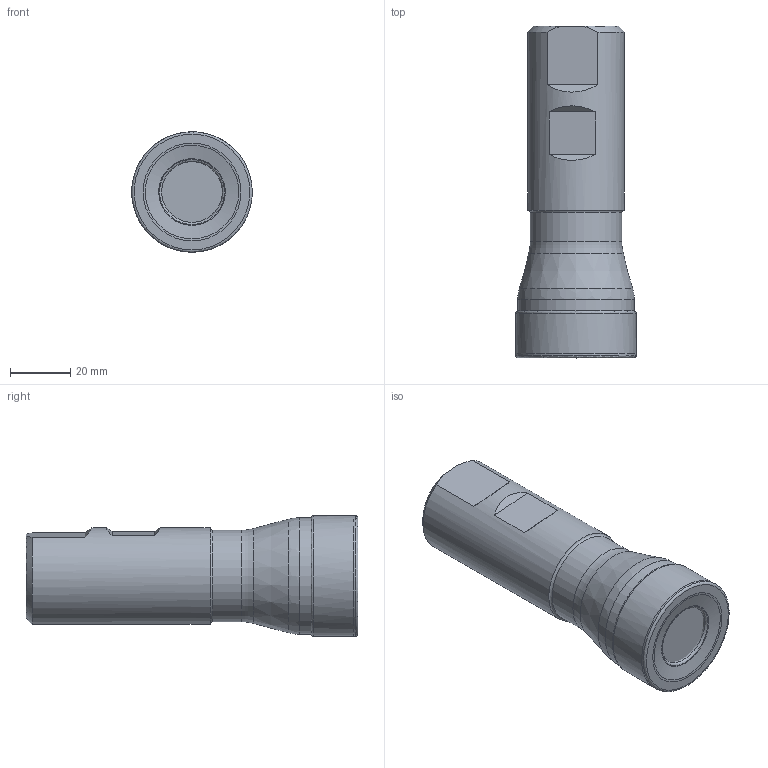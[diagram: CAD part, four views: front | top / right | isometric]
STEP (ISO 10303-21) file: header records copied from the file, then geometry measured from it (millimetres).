
FILE_DESCRIPTION(/* description */ (''),/* implementation_level */ '2;1');
FILE_NAME(/* name */ '202765988ndi000_00.stp',/* time_stamp */ '2019-12-19T08:33:02+01:00',/* author */ (''),/* organization */ (''),/* preprocessor_version */ 'ST-DEVELOPER v16.7',/* originating_system */ 'SIEMENS PLM Software NX 12.0',/* authorisation */ '');
FILE_SCHEMA (('AUTOMOTIVE_DESIGN { 1 0 10303 214 3 1 1 1 }'));
Length unit declared in the file: millimetre
Products named in the file (1): mp5422546AA4r5it
Bounding box: 39.94 x 109.99 x 39.94 mm (x, y, z)
Volume: 106277.1 mm3; surface area: 19407.7 mm2
Topology: 2 solids, 2 shells, 40 faces, 91 edges, 55 vertices
Faces by surface type: revolution 13, cone 9, plane 8, torus 5, cylinder 4, bspline 1
Full cylindrical faces by diameter (mm): 8 x1, 30.4 x1, 32 x1, 38.596 x1
Entity records: 1145 total; most frequent: CARTESIAN_POINT 398, DIRECTION 143, ORIENTED_EDGE 94, EDGE_LOOP 73, FACE_BOUND 67, AXIS2_PLACEMENT_3D 61, EDGE_CURVE 47, VERTEX_POINT 43
